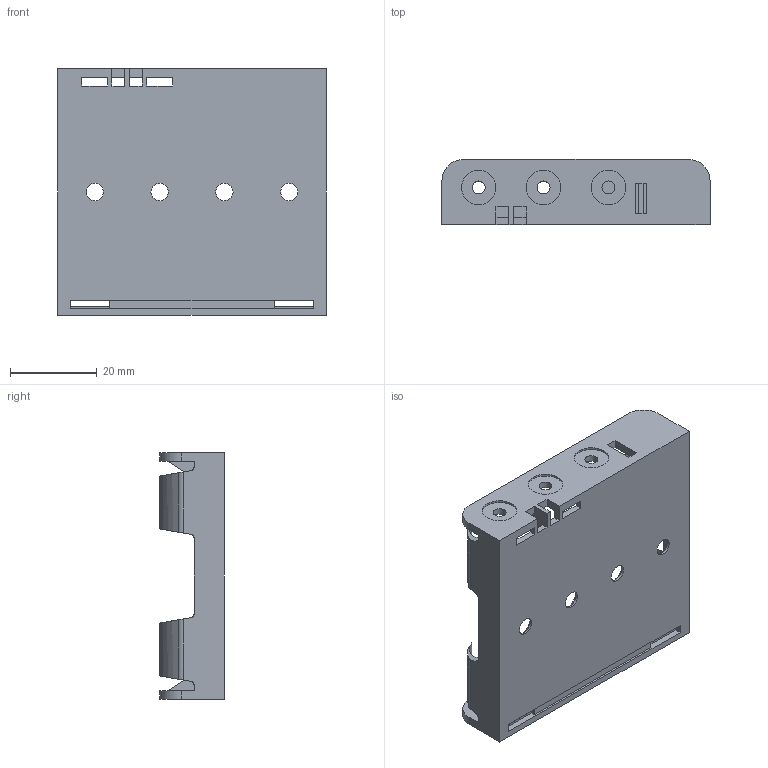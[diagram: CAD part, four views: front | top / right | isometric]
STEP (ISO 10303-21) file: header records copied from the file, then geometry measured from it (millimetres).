
FILE_DESCRIPTION((' '),'2;1');
FILE_NAME( 'Battery Holder.stp', '2018-01-19T11:54:07', (' '), ('--- Datakit www.datakit.com---'), ' Datakit CrossCadWare V2017.1 Dec 27 2016', 'DATAKIT 2018 (c)', ' ');
FILE_SCHEMA(('AP203_CONFIGURATION_CONTROLLED_3D_DESIGN_OF_MECHANICAL_PARTS_AND_ASSEMBLIES_MIM_LF { 1 0 10303 403 2 1 2}'));
Length unit declared in the file: millimetre
Products named in the file (1): Battery Holder
Bounding box: 62 x 15 x 57 mm (x, y, z)
Volume: 10087.5 mm3; surface area: 14539.7 mm2
Topology: 1 solids, 1 shells, 125 faces, 395 edges, 263 vertices
Faces by surface type: plane 81, cylinder 40, cone 4
Full cylindrical faces by diameter (mm): 3 x6, 4 x4, 8 x6
Entity records: 4300 total; most frequent: CARTESIAN_POINT 750, ORIENTED_EDGE 736, DIRECTION 704, EDGE_CURVE 368, VECTOR 284, LINE 284, VERTEX_POINT 256, AXIS2_PLACEMENT_3D 210
